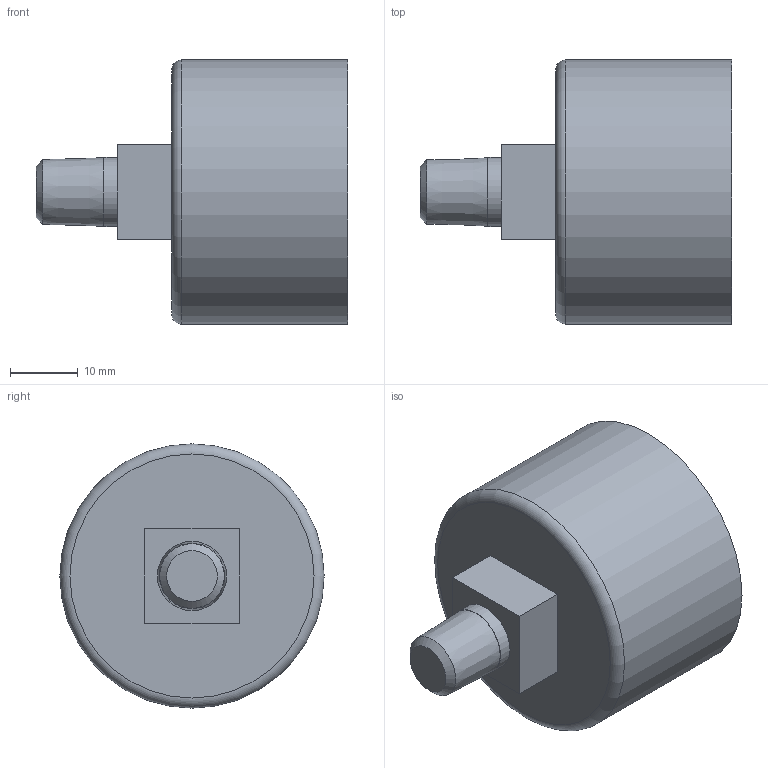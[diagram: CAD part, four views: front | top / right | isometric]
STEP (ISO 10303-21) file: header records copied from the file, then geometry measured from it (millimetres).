
FILE_DESCRIPTION(/* description */ ('STEP AP214'),/* implementation_level */ '2;1');
FILE_NAME(/* name */ '529046_MA-40-16-1_8-EN-DPA',/* time_stamp */ '2024-09-05T03:16:09+02:00',/* author */ ('License CC BY-ND 4.0'),/* organization */ ('CADENAS'),/* preprocessor_version */ 'ST-DEVELOPER v19.3',/* originating_system */ 'PARTsolutions',/* authorisation */ ' ');
FILE_SCHEMA (('AUTOMOTIVE_DESIGN {1 0 10303 214 3 1 1}'));
Length unit declared in the file: millimetre
Products named in the file (1): 529046 MA-40-16-1/8-EN-DPA
Bounding box: 46 x 39 x 39 mm (x, y, z)
Volume: 33471.9 mm3; surface area: 6287 mm2
Topology: 1 solids, 1 shells, 14 faces, 25 edges, 16 vertices
Faces by surface type: plane 9, cylinder 2, cone 2, torus 1
Full cylindrical faces by diameter (mm): 10.2 x1, 39 x1
Entity records: 346 total; most frequent: DIRECTION 58, CARTESIAN_POINT 51, ORIENTED_EDGE 40, AXIS2_PLACEMENT_3D 23, EDGE_LOOP 22, FACE_BOUND 22, EDGE_CURVE 20, VERTEX_POINT 16
